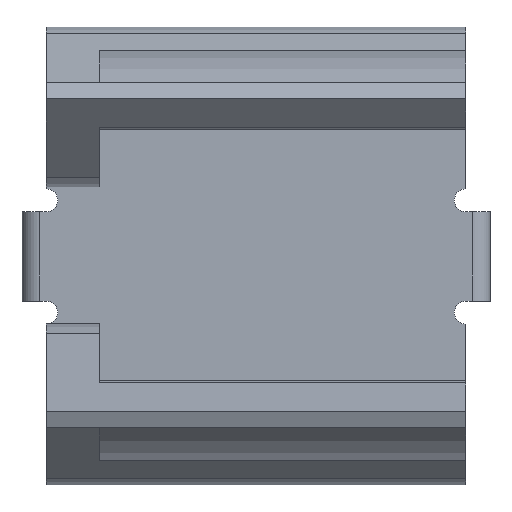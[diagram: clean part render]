
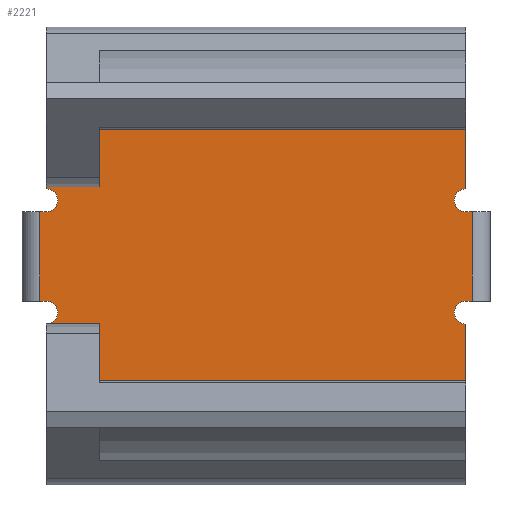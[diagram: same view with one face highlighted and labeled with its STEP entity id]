
A CAD part, top view. The second image highlights one B-rep face of the part: STEP entity #2221.
In plain terms, the highlighted free-form (B-spline) face has degree [1, 1] with [2, 2] control points.
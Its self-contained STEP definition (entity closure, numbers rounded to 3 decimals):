
#72=CARTESIAN_POINT('',(3.55,0.75,0.3));
#73=VERTEX_POINT('',#72);
#80=CARTESIAN_POINT('',(3.66,0.75,0.3));
#81=VERTEX_POINT('',#80);
#82=CARTESIAN_POINT('',(3.55,0.75,0.3));
#83=DIRECTION('',(1.0,0.0,0.0));
#84=VECTOR('',#83,0.11);
#85=LINE('',#82,#84);
#86=EDGE_CURVE('',#73,#81,#85,.T.);
#157=CARTESIAN_POINT('',(3.66,-0.762,0.3));
#158=VERTEX_POINT('',#157);
#159=CARTESIAN_POINT('',(3.66,-0.762,0.3));
#160=DIRECTION('',(0.0,1.0,0.0));
#161=VECTOR('',#160,1.512);
#162=LINE('',#159,#161);
#163=EDGE_CURVE('',#158,#81,#162,.T.);
#188=CARTESIAN_POINT('',(3.55,-0.762,0.3));
#189=VERTEX_POINT('',#188);
#229=CARTESIAN_POINT('',(3.66,-0.762,0.3));
#230=DIRECTION('',(-1.0,0.0,0.0));
#231=VECTOR('',#230,0.11);
#232=LINE('',#229,#231);
#233=EDGE_CURVE('',#189,#158,#232,.F.);
#319=CARTESIAN_POINT('',(-3.55,-0.762,0.3));
#320=VERTEX_POINT('',#319);
#327=CARTESIAN_POINT('',(-3.66,-0.762,0.3));
#328=VERTEX_POINT('',#327);
#329=CARTESIAN_POINT('',(-3.66,-0.762,0.3));
#330=DIRECTION('',(1.0,0.0,0.0));
#331=VECTOR('',#330,0.11);
#332=LINE('',#329,#331);
#333=EDGE_CURVE('',#320,#328,#332,.F.);
#382=CARTESIAN_POINT('',(-3.66,0.75,0.3));
#383=VERTEX_POINT('',#382);
#400=CARTESIAN_POINT('',(-3.66,-0.762,0.3));
#401=DIRECTION('',(0.0,1.0,0.0));
#402=VECTOR('',#401,1.512);
#403=LINE('',#400,#402);
#404=EDGE_CURVE('',#328,#383,#403,.T.);
#414=CARTESIAN_POINT('',(-3.55,0.75,0.3));
#415=VERTEX_POINT('',#414);
#455=CARTESIAN_POINT('',(-3.55,0.75,0.3));
#456=DIRECTION('',(-1.0,0.0,0.0));
#457=VECTOR('',#456,0.11);
#458=LINE('',#455,#457);
#459=EDGE_CURVE('',#415,#383,#458,.T.);
#522=CARTESIAN_POINT('',(-3.55,-1.15,0.3));
#523=VERTEX_POINT('',#522);
#532=CARTESIAN_POINT('',(-3.55,-0.956,0.3));
#533=DIRECTION('',(0.0,0.0,-1.0));
#534=DIRECTION('',(1.0,0.0,0.0));
#535=AXIS2_PLACEMENT_3D('',#532,#533,#534);
#536=CIRCLE('',#535,0.194);
#537=EDGE_CURVE('',#320,#523,#536,.T.);
#577=CARTESIAN_POINT('',(-3.55,1.138,0.3));
#578=VERTEX_POINT('',#577);
#579=CARTESIAN_POINT('',(-3.55,0.944,0.3));
#580=DIRECTION('',(0.0,0.0,-1.0));
#581=DIRECTION('',(1.0,0.0,0.0));
#582=AXIS2_PLACEMENT_3D('',#579,#580,#581);
#583=CIRCLE('',#582,0.194);
#584=EDGE_CURVE('',#578,#415,#583,.T.);
#631=CARTESIAN_POINT('',(3.55,-1.15,0.3));
#632=VERTEX_POINT('',#631);
#633=CARTESIAN_POINT('',(3.55,-0.956,0.3));
#634=DIRECTION('',(0.0,0.0,-1.0));
#635=DIRECTION('',(-1.0,0.0,0.0));
#636=AXIS2_PLACEMENT_3D('',#633,#634,#635);
#637=CIRCLE('',#636,0.194);
#638=EDGE_CURVE('',#632,#189,#637,.T.);
#663=CARTESIAN_POINT('',(3.55,1.138,0.3));
#664=VERTEX_POINT('',#663);
#673=CARTESIAN_POINT('',(3.55,0.944,0.3));
#674=DIRECTION('',(0.0,0.0,-1.0));
#675=DIRECTION('',(-1.0,0.0,0.0));
#676=AXIS2_PLACEMENT_3D('',#673,#674,#675);
#677=CIRCLE('',#676,0.194);
#678=EDGE_CURVE('',#73,#664,#677,.T.);
#1153=CARTESIAN_POINT('',(3.55,2.826,0.3));
#1154=VERTEX_POINT('',#1153);
#1162=CARTESIAN_POINT('',(3.55,1.138,0.3));
#1163=DIRECTION('',(0.0,1.0,0.0));
#1164=VECTOR('',#1163,1.688);
#1165=LINE('',#1162,#1164);
#1166=EDGE_CURVE('',#664,#1154,#1165,.T.);
#1309=CARTESIAN_POINT('',(-3.55,2.826,0.3));
#1310=VERTEX_POINT('',#1309);
#1318=CARTESIAN_POINT('',(-3.55,2.826,0.3));
#1319=DIRECTION('',(1.0,0.0,0.0));
#1320=VECTOR('',#1319,7.1);
#1321=LINE('',#1318,#1320);
#1322=EDGE_CURVE('',#1310,#1154,#1321,.T.);
#1345=CARTESIAN_POINT('',(-3.55,2.826,0.3));
#1346=DIRECTION('',(0.0,-1.0,0.0));
#1347=VECTOR('',#1346,1.688);
#1348=LINE('',#1345,#1347);
#1349=EDGE_CURVE('',#1310,#578,#1348,.T.);
#2002=CARTESIAN_POINT('',(3.55,-2.826,0.3));
#2003=VERTEX_POINT('',#2002);
#2004=CARTESIAN_POINT('',(3.55,-1.15,0.3));
#2005=DIRECTION('',(0.0,-1.0,0.0));
#2006=VECTOR('',#2005,1.676);
#2007=LINE('',#2004,#2006);
#2008=EDGE_CURVE('',#632,#2003,#2007,.T.);
#2186=CARTESIAN_POINT('',(-3.66,-2.826,0.3));
#2187=CARTESIAN_POINT('',(3.66,-2.826,0.3));
#2188=CARTESIAN_POINT('',(-3.66,2.826,0.3));
#2189=CARTESIAN_POINT('',(3.66,2.826,0.3));
#2190=B_SPLINE_SURFACE_WITH_KNOTS('',1,1,((#2186,#2188),(#2187,#2189)),.UNSPECIFIED.,.F.,.F.,.U.,(2,2),(2,2),(0.0,7.32),(0.0,5.652),.UNSPECIFIED.);
#2191=ORIENTED_EDGE('',*,*,#2008,.F.);
#2192=ORIENTED_EDGE('',*,*,#638,.T.);
#2193=ORIENTED_EDGE('',*,*,#233,.T.);
#2194=ORIENTED_EDGE('',*,*,#163,.T.);
#2195=ORIENTED_EDGE('',*,*,#86,.F.);
#2196=ORIENTED_EDGE('',*,*,#678,.T.);
#2197=ORIENTED_EDGE('',*,*,#1166,.T.);
#2198=ORIENTED_EDGE('',*,*,#1322,.F.);
#2199=ORIENTED_EDGE('',*,*,#1349,.T.);
#2200=ORIENTED_EDGE('',*,*,#584,.T.);
#2201=ORIENTED_EDGE('',*,*,#459,.T.);
#2202=ORIENTED_EDGE('',*,*,#404,.F.);
#2203=ORIENTED_EDGE('',*,*,#333,.F.);
#2204=ORIENTED_EDGE('',*,*,#537,.T.);
#2205=CARTESIAN_POINT('',(-3.55,-2.826,0.3));
#2206=VERTEX_POINT('',#2205);
#2207=CARTESIAN_POINT('',(-3.55,-2.826,0.3));
#2208=DIRECTION('',(0.0,1.0,0.0));
#2209=VECTOR('',#2208,1.676);
#2210=LINE('',#2207,#2209);
#2211=EDGE_CURVE('',#2206,#523,#2210,.T.);
#2212=ORIENTED_EDGE('',*,*,#2211,.F.);
#2213=CARTESIAN_POINT('',(-3.55,-2.826,0.3));
#2214=DIRECTION('',(1.0,0.0,0.0));
#2215=VECTOR('',#2214,7.1);
#2216=LINE('',#2213,#2215);
#2217=EDGE_CURVE('',#2206,#2003,#2216,.T.);
#2218=ORIENTED_EDGE('',*,*,#2217,.T.);
#2219=EDGE_LOOP('',(#2191,#2192,#2193,#2194,#2195,#2196,#2197,#2198,#2199,#2200,#2201,#2202,#2203,#2204,#2212,#2218));
#2220=FACE_OUTER_BOUND('',#2219,.T.);
#2221=ADVANCED_FACE('',(#2220),#2190,.T.);
